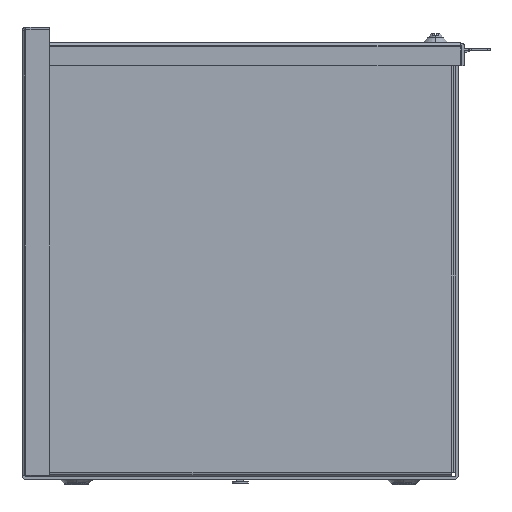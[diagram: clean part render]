
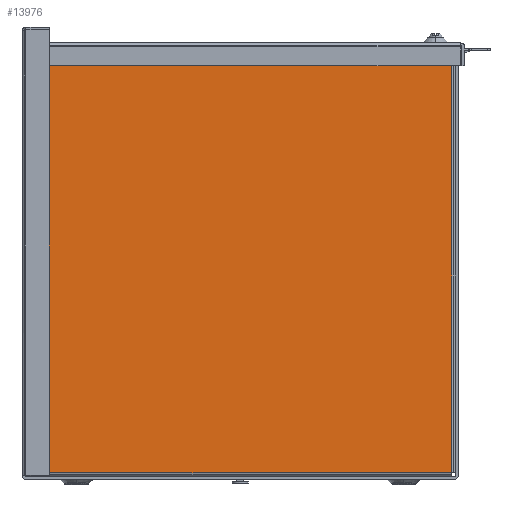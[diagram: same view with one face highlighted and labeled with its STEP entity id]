
A CAD part, left-side view. The second image highlights one B-rep face of the part: STEP entity #13976.
In plain terms, the highlighted planar face has unit normal (-1, 0, 0).
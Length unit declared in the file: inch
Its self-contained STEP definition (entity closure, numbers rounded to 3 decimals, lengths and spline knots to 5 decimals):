
#12 = CARTESIAN_POINT ( 'NONE',  ( -18., -5.82, 0.197 ) ) ;
#210 = CARTESIAN_POINT ( 'NONE',  ( -18., -5.82, 11.908 ) ) ;
#338 = EDGE_CURVE ( 'NONE', #19274, #8994, #27525, .T. ) ;
#524 = VECTOR ( 'NONE', #6700, 39.37008 ) ;
#936 = ORIENTED_EDGE ( 'NONE', *, *, #5564, .T. ) ;
#969 = CARTESIAN_POINT ( 'NONE',  ( -18., 5.783, 0.18 ) ) ;
#1235 = DIRECTION ( 'NONE',  ( 0., 0., -1. ) ) ;
#1387 = CARTESIAN_POINT ( 'NONE',  ( -18., -5.82, 11.783 ) ) ;
#1645 = CARTESIAN_POINT ( 'NONE',  ( -18., 5.908, 11.908 ) ) ;
#1735 = VERTEX_POINT ( 'NONE', #11659 ) ;
#2006 = EDGE_CURVE ( 'NONE', #8795, #7810, #4453, .T. ) ;
#2547 = DIRECTION ( 'NONE',  ( 0., -1., 0. ) ) ;
#3620 = VECTOR ( 'NONE', #27638, 39.37008 ) ;
#3783 = CARTESIAN_POINT ( 'NONE',  ( -18., 5.783, 0.197 ) ) ;
#4292 = VECTOR ( 'NONE', #28858, 39.37008 ) ;
#4453 = LINE ( 'NONE', #10893, #524 ) ;
#4920 = LINE ( 'NONE', #7705, #10822 ) ;
#5390 = ORIENTED_EDGE ( 'NONE', *, *, #338, .T. ) ;
#5433 = EDGE_CURVE ( 'NONE', #25664, #1735, #14270, .T. ) ;
#5564 = EDGE_CURVE ( 'NONE', #27067, #18819, #25138, .T. ) ;
#5905 = LINE ( 'NONE', #19227, #27005 ) ;
#5952 = ORIENTED_EDGE ( 'NONE', *, *, #17133, .T. ) ;
#6263 = ORIENTED_EDGE ( 'NONE', *, *, #16146, .T. ) ;
#6426 = VERTEX_POINT ( 'NONE', #1387 ) ;
#6583 = VERTEX_POINT ( 'NONE', #12 ) ;
#6700 = DIRECTION ( 'NONE',  ( 0., 0., 1. ) ) ;
#6774 = EDGE_CURVE ( 'NONE', #6426, #8795, #11649, .T. ) ;
#7365 = DIRECTION ( 'NONE',  ( 0., 0., 1. ) ) ;
#7705 = CARTESIAN_POINT ( 'NONE',  ( -18., 5.908, 11.8 ) ) ;
#7810 = VERTEX_POINT ( 'NONE', #20631 ) ;
#8161 = CARTESIAN_POINT ( 'NONE',  ( -18., 5.8, 0.197 ) ) ;
#8629 = EDGE_CURVE ( 'NONE', #15510, #19274, #5905, .T. ) ;
#8795 = VERTEX_POINT ( 'NONE', #18624 ) ;
#8994 = VERTEX_POINT ( 'NONE', #969 ) ;
#10196 = CARTESIAN_POINT ( 'NONE',  ( -18., 5.8, 11.908 ) ) ;
#10354 = LINE ( 'NONE', #12888, #4292 ) ;
#10448 = VECTOR ( 'NONE', #12094, 39.37008 ) ;
#10822 = VECTOR ( 'NONE', #25096, 39.37008 ) ;
#10893 = CARTESIAN_POINT ( 'NONE',  ( -18., -5.803, 11.908 ) ) ;
#11443 = LINE ( 'NONE', #210, #29367 ) ;
#11451 = VERTEX_POINT ( 'NONE', #28311 ) ;
#11649 = LINE ( 'NONE', #21058, #3620 ) ;
#11659 = CARTESIAN_POINT ( 'NONE',  ( -18., -5.803, 0.197 ) ) ;
#12094 = DIRECTION ( 'NONE',  ( 0., -1., 0. ) ) ;
#12707 = ORIENTED_EDGE ( 'NONE', *, *, #18195, .T. ) ;
#12877 = EDGE_CURVE ( 'NONE', #6583, #6426, #11443, .T. ) ;
#12888 = CARTESIAN_POINT ( 'NONE',  ( -18., 5.783, 11.783 ) ) ;
#13632 = DIRECTION ( 'NONE',  ( 0., 1., 0. ) ) ;
#13683 = AXIS2_PLACEMENT_3D ( 'NONE', #1645, #19876, #28995 ) ;
#13976 = ADVANCED_FACE ( 'NONE', ( #18233 ), #27326, .T. ) ;
#14270 = LINE ( 'NONE', #23651, #15904 ) ;
#14382 = DIRECTION ( 'NONE',  ( 0., 0., -1. ) ) ;
#15377 = CARTESIAN_POINT ( 'NONE',  ( -18., 5.8, 11.783 ) ) ;
#15510 = VERTEX_POINT ( 'NONE', #8161 ) ;
#15904 = VECTOR ( 'NONE', #7365, 39.37008 ) ;
#16146 = EDGE_CURVE ( 'NONE', #8994, #25664, #20768, .T. ) ;
#16202 = EDGE_CURVE ( 'NONE', #1735, #6583, #16289, .T. ) ;
#16289 = LINE ( 'NONE', #16857, #29055 ) ;
#16581 = EDGE_LOOP ( 'NONE', ( #21060, #18644, #19097, #18809, #5952, #936, #12707, #19255, #5390, #6263, #19881, #21769 ) ) ;
#16857 = CARTESIAN_POINT ( 'NONE',  ( -18., -5.928, 0.197 ) ) ;
#16890 = VECTOR ( 'NONE', #14382, 39.37008 ) ;
#17133 = EDGE_CURVE ( 'NONE', #11451, #27067, #10354, .T. ) ;
#18195 = EDGE_CURVE ( 'NONE', #18819, #15510, #22004, .T. ) ;
#18233 = FACE_OUTER_BOUND ( 'NONE', #16581, .T. ) ;
#18624 = CARTESIAN_POINT ( 'NONE',  ( -18., -5.803, 11.783 ) ) ;
#18644 = ORIENTED_EDGE ( 'NONE', *, *, #6774, .T. ) ;
#18809 = ORIENTED_EDGE ( 'NONE', *, *, #27085, .T. ) ;
#18819 = VERTEX_POINT ( 'NONE', #15377 ) ;
#19097 = ORIENTED_EDGE ( 'NONE', *, *, #2006, .T. ) ;
#19227 = CARTESIAN_POINT ( 'NONE',  ( -18., 5.783, 0.197 ) ) ;
#19255 = ORIENTED_EDGE ( 'NONE', *, *, #8629, .T. ) ;
#19274 = VERTEX_POINT ( 'NONE', #3783 ) ;
#19876 = DIRECTION ( 'NONE',  ( -1., 0., 0. ) ) ;
#19881 = ORIENTED_EDGE ( 'NONE', *, *, #5433, .T. ) ;
#20487 = CARTESIAN_POINT ( 'NONE',  ( -18., 5.783, 11.783 ) ) ;
#20631 = CARTESIAN_POINT ( 'NONE',  ( -18., -5.803, 11.8 ) ) ;
#20768 = LINE ( 'NONE', #23583, #10448 ) ;
#21058 = CARTESIAN_POINT ( 'NONE',  ( -18., -5.803, 11.783 ) ) ;
#21060 = ORIENTED_EDGE ( 'NONE', *, *, #12877, .T. ) ;
#21769 = ORIENTED_EDGE ( 'NONE', *, *, #16202, .T. ) ;
#22004 = LINE ( 'NONE', #10196, #29435 ) ;
#22942 = DIRECTION ( 'NONE',  ( 0., 0., 1. ) ) ;
#23583 = CARTESIAN_POINT ( 'NONE',  ( -18., 5.908, 0.18 ) ) ;
#23651 = CARTESIAN_POINT ( 'NONE',  ( -18., -5.803, 0.197 ) ) ;
#24143 = DIRECTION ( 'NONE',  ( 0., -1., 0. ) ) ;
#24691 = CARTESIAN_POINT ( 'NONE',  ( -18., 5.908, 11.783 ) ) ;
#25096 = DIRECTION ( 'NONE',  ( 0., 1., 0. ) ) ;
#25138 = LINE ( 'NONE', #24691, #27783 ) ;
#25664 = VERTEX_POINT ( 'NONE', #28590 ) ;
#25742 = CARTESIAN_POINT ( 'NONE',  ( -18., 5.783, 0.072 ) ) ;
#27005 = VECTOR ( 'NONE', #24143, 39.37008 ) ;
#27067 = VERTEX_POINT ( 'NONE', #20487 ) ;
#27085 = EDGE_CURVE ( 'NONE', #7810, #11451, #4920, .T. ) ;
#27326 = PLANE ( 'NONE',  #13683 ) ;
#27525 = LINE ( 'NONE', #25742, #16890 ) ;
#27638 = DIRECTION ( 'NONE',  ( 0., 1., 0. ) ) ;
#27783 = VECTOR ( 'NONE', #13632, 39.37008 ) ;
#28311 = CARTESIAN_POINT ( 'NONE',  ( -18., 5.783, 11.8 ) ) ;
#28590 = CARTESIAN_POINT ( 'NONE',  ( -18., -5.803, 0.18 ) ) ;
#28858 = DIRECTION ( 'NONE',  ( 0., 0., -1. ) ) ;
#28995 = DIRECTION ( 'NONE',  ( 0., 0., -1. ) ) ;
#29055 = VECTOR ( 'NONE', #2547, 39.37008 ) ;
#29367 = VECTOR ( 'NONE', #22942, 39.37008 ) ;
#29435 = VECTOR ( 'NONE', #1235, 39.37008 ) ;
